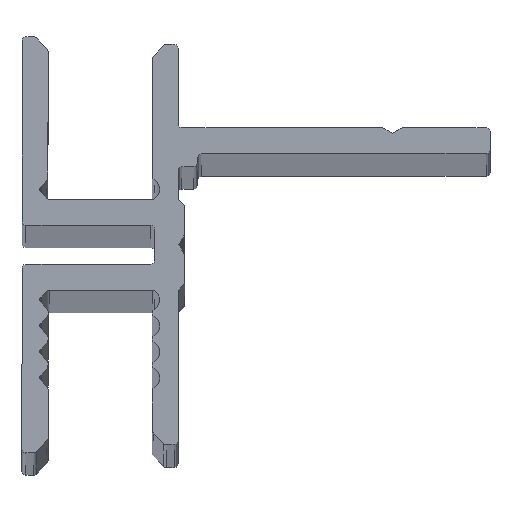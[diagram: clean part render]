
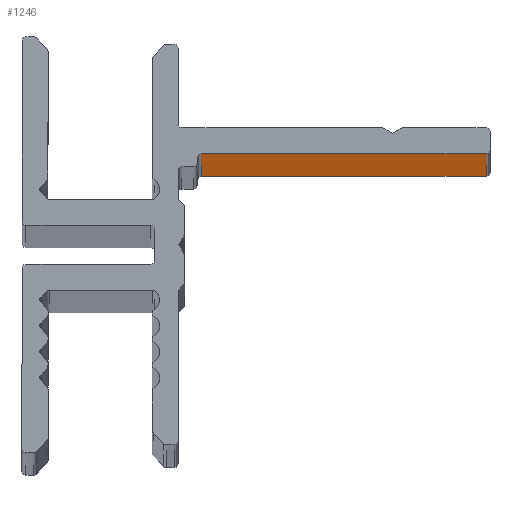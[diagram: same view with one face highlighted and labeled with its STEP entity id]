
A CAD part, top view. The second image highlights one B-rep face of the part: STEP entity #1246.
In plain terms, the highlighted planar face has unit normal (0, -1, 0).
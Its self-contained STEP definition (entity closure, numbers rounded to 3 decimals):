
#18 = CARTESIAN_POINT ( 'NONE',  ( 1.733, 7., 1000. ) ) ;
#163 = DIRECTION ( 'NONE',  ( 0., 0., -1. ) ) ;
#433 = LINE ( 'NONE', #2093, #1018 ) ;
#435 = ORIENTED_EDGE ( 'NONE', *, *, #1087, .F. ) ;
#650 = VERTEX_POINT ( 'NONE', #1304 ) ;
#748 = LINE ( 'NONE', #3522, #2906 ) ;
#766 = DIRECTION ( 'NONE',  ( 0., 0., 1. ) ) ;
#1001 = CARTESIAN_POINT ( 'NONE',  ( 1.733, 7., 1000. ) ) ;
#1018 = VECTOR ( 'NONE', #1334, 1000. ) ;
#1083 = EDGE_CURVE ( 'NONE', #650, #3523, #433, .T. ) ;
#1087 = EDGE_CURVE ( 'NONE', #3042, #2687, #3218, .T. ) ;
#1124 = EDGE_CURVE ( 'NONE', #2687, #3523, #748, .T. ) ;
#1246 = ADVANCED_FACE ( 'NONE', ( #3438 ), #2475, .F. ) ;
#1304 = CARTESIAN_POINT ( 'NONE',  ( 1.733, 7., 0. ) ) ;
#1334 = DIRECTION ( 'NONE',  ( 1., 0., 0. ) ) ;
#1662 = VECTOR ( 'NONE', #1809, 1000. ) ;
#1786 = CARTESIAN_POINT ( 'NONE',  ( 1.733, 7., 1000. ) ) ;
#1809 = DIRECTION ( 'NONE',  ( 1., 0., 0. ) ) ;
#1833 = CARTESIAN_POINT ( 'NONE',  ( 23.633, 7., 0. ) ) ;
#1875 = VECTOR ( 'NONE', #163, 1000. ) ;
#1918 = CARTESIAN_POINT ( 'NONE',  ( 23.633, 7., 1000. ) ) ;
#2093 = CARTESIAN_POINT ( 'NONE',  ( 1.733, 7., 0. ) ) ;
#2098 = ORIENTED_EDGE ( 'NONE', *, *, #1083, .T. ) ;
#2139 = LINE ( 'NONE', #2994, #1875 ) ;
#2251 = ORIENTED_EDGE ( 'NONE', *, *, #3178, .T. ) ;
#2455 = DIRECTION ( 'NONE',  ( 0., 1., 0. ) ) ;
#2475 = PLANE ( 'NONE',  #2942 ) ;
#2687 = VERTEX_POINT ( 'NONE', #1918 ) ;
#2906 = VECTOR ( 'NONE', #2946, 1000. ) ;
#2942 = AXIS2_PLACEMENT_3D ( 'NONE', #18, #2455, #766 ) ;
#2946 = DIRECTION ( 'NONE',  ( 0., 0., -1. ) ) ;
#2994 = CARTESIAN_POINT ( 'NONE',  ( 1.733, 7., 1000. ) ) ;
#3042 = VERTEX_POINT ( 'NONE', #1786 ) ;
#3178 = EDGE_CURVE ( 'NONE', #3042, #650, #2139, .T. ) ;
#3218 = LINE ( 'NONE', #1001, #1662 ) ;
#3438 = FACE_OUTER_BOUND ( 'NONE', #3633, .T. ) ;
#3522 = CARTESIAN_POINT ( 'NONE',  ( 23.633, 7., 1000. ) ) ;
#3523 = VERTEX_POINT ( 'NONE', #1833 ) ;
#3615 = ORIENTED_EDGE ( 'NONE', *, *, #1124, .F. ) ;
#3633 = EDGE_LOOP ( 'NONE', ( #2098, #3615, #435, #2251 ) ) ;
